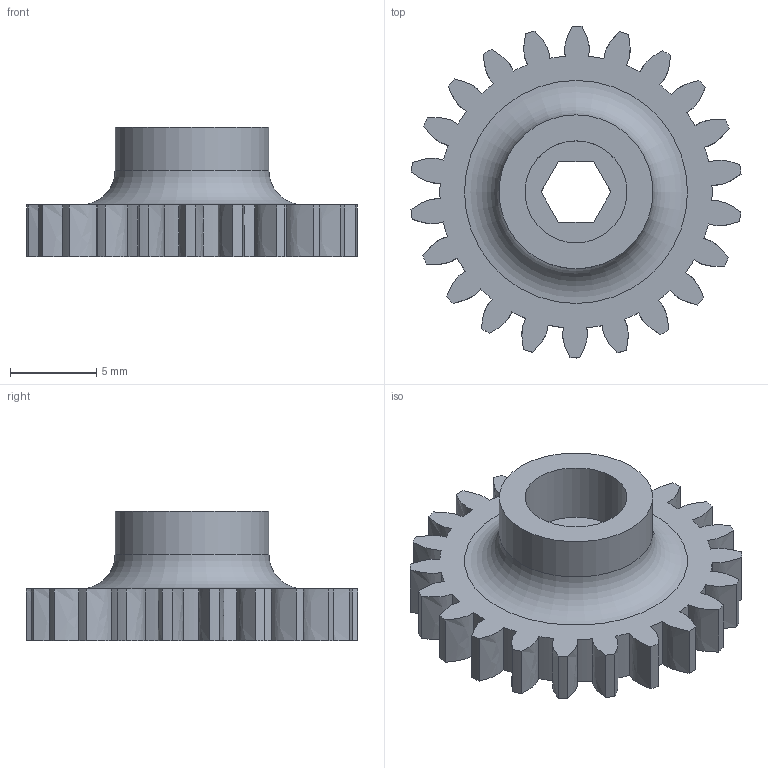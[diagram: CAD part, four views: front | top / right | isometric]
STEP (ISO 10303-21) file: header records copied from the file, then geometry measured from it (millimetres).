
FILE_DESCRIPTION(/* description */ ('Alibre Inc.'),/* implementation_level */ '2;1');
FILE_NAME(/* name */ 'export0',/* time_stamp */ '2013-10-11T23:08:59+01:00',/* author */ (''),/* organization */ (''),/* preprocessor_version */ 'ST-DEVELOPER v14',/* originating_system */ 'Alibre',/* authorisation */ '');
FILE_SCHEMA (('CONFIG_CONTROL_DESIGN'));
Length unit declared in the file: centimetre
Products named in the file (1): ID_1
Bounding box: 19.09 x 19.2 x 7.5 mm (x, y, z)
Volume: 886.6 mm3; surface area: 1012.6 mm2
Topology: 1 solids, 1 shells, 101 faces, 290 edges, 193 vertices
Faces by surface type: cylinder 46, bspline 44, plane 10, torus 1
Full cylindrical faces by diameter (mm): 5.9 x1, 8.9 x1
Entity records: 5416 total; most frequent: CARTESIAN_POINT 2913, ORIENTED_EDGE 574, DIRECTION 395, EDGE_CURVE 287, VERTEX_POINT 193, AXIS2_PLACEMENT_3D 150, EDGE_LOOP 108, FACE_BOUND 108
